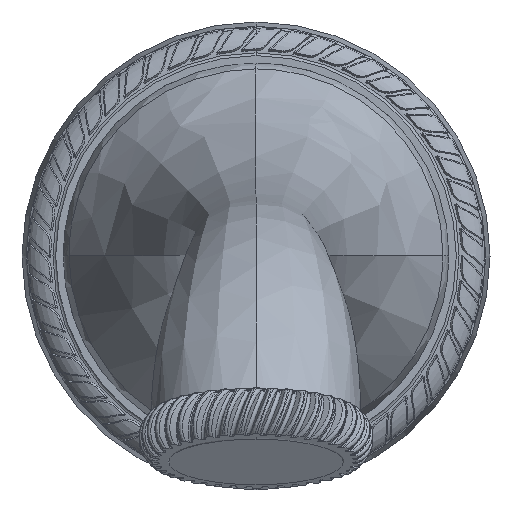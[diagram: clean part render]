
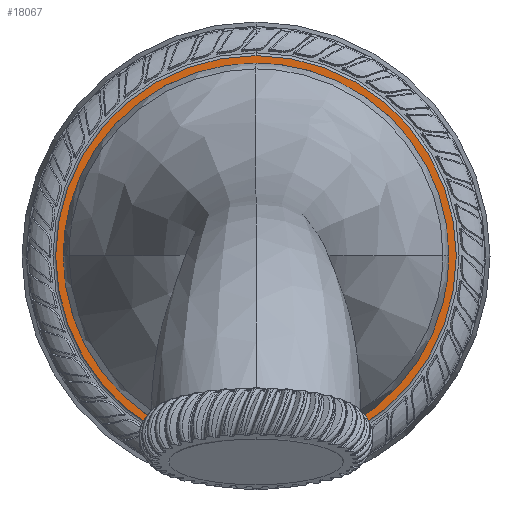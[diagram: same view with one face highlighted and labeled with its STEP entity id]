
A CAD part, top view. The second image highlights one B-rep face of the part: STEP entity #18067.
In plain terms, the highlighted face is planar.
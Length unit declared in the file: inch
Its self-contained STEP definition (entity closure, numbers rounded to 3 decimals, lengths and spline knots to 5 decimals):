
#10987=CARTESIAN_POINT('',(0.,0.29,0.));
#10988=DIRECTION('',(0.,1.,0.));
#10989=DIRECTION('',(0.,0.,-1.));
#10990=AXIS2_PLACEMENT_3D('',#10987,#10988,#10989);
#10995=CARTESIAN_POINT('',(0.,0.29,0.));
#10996=DIRECTION('',(0.,-1.,0.));
#10997=DIRECTION('',(0.,0.,-1.));
#10998=AXIS2_PLACEMENT_3D('',#10995,#10996,#10997);
#11048=CARTESIAN_POINT('',(0.,0.29,-1.2175));
#11050=VERTEX_POINT('',#11048);
#11054=CARTESIAN_POINT('',(0.,0.29,1.2175));
#11056=VERTEX_POINT('',#11054);
#18058=CARTESIAN_POINT('',(0.,0.29,0.));
#18059=DIRECTION('',(0.,-1.,0.));
#18060=DIRECTION('',(0.,0.,1.));
#18061=AXIS2_PLACEMENT_3D('',#18058,#18059,#18060);
#18062=PLANE('',#18061);
#18063=ORIENTED_EDGE('',*,*,#18037,.F.);
#18064=ORIENTED_EDGE('',*,*,#18053,.T.);
#18065=EDGE_LOOP('',(#18063,#18064));
#18066=FACE_OUTER_BOUND('',#18065,.F.);
#10991=CIRCLE('',#10990,1.2175);
#10999=CIRCLE('',#10998,1.2175);
#18037=EDGE_CURVE('',#11050,#11056,#10991,.T.);
#18053=EDGE_CURVE('',#11050,#11056,#10999,.T.);
#18067=ADVANCED_FACE('',(#18066),#18062,.F.);
